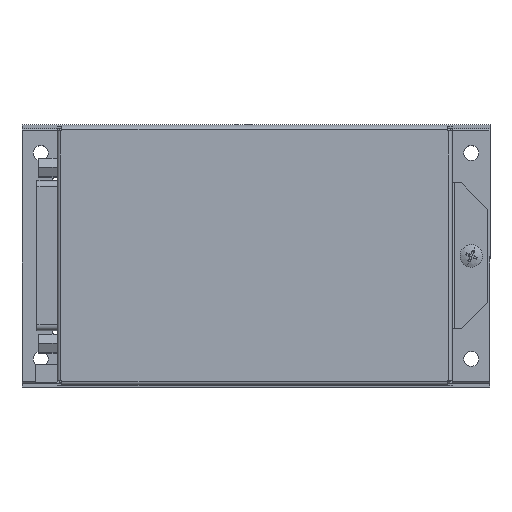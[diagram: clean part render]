
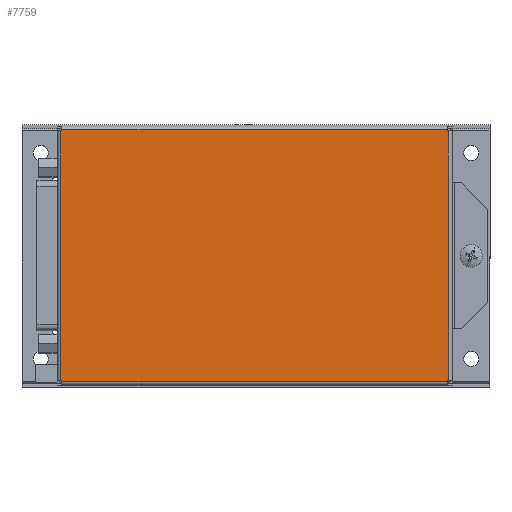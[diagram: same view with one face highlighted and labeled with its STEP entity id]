
A CAD part, top view. The second image highlights one B-rep face of the part: STEP entity #7759.
In plain terms, the highlighted planar face has unit normal (0, 0, 1).
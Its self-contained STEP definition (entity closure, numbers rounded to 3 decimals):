
#39 = VERTEX_POINT ( 'NONE', #5294 ) ;
#162 = VERTEX_POINT ( 'NONE', #13252 ) ;
#210 = VERTEX_POINT ( 'NONE', #13541 ) ;
#421 = VERTEX_POINT ( 'NONE', #12466 ) ;
#554 = VERTEX_POINT ( 'NONE', #12704 ) ;
#602 = VERTEX_POINT ( 'NONE', #13526 ) ;
#706 = VERTEX_POINT ( 'NONE', #12726 ) ;
#904 = VERTEX_POINT ( 'NONE', #13133 ) ;
#1031 = VERTEX_POINT ( 'NONE', #13473 ) ;
#1061 = VERTEX_POINT ( 'NONE', #12695 ) ;
#1068 = VERTEX_POINT ( 'NONE', #13029 ) ;
#1134 = VERTEX_POINT ( 'NONE', #13152 ) ;
#1911 = DIRECTION ( 'NONE',  ( 1., 0., 0. ) ) ;
#1916 = LINE ( 'NONE', #1945, #12178 ) ;
#1945 = CARTESIAN_POINT ( 'NONE',  ( -53.1, 33.35, 34. ) ) ;
#2017 = DIRECTION ( 'NONE',  ( 1., 0., 0. ) ) ;
#2029 = LINE ( 'NONE', #2031, #12417 ) ;
#2031 = CARTESIAN_POINT ( 'NONE',  ( -51.85, 33.6, 34. ) ) ;
#2122 = LINE ( 'NONE', #2126, #12135 ) ;
#2126 = CARTESIAN_POINT ( 'NONE',  ( -53.1, -33.35, 34. ) ) ;
#2142 = DIRECTION ( 'NONE',  ( -1., 0., 0. ) ) ;
#2954 = DIRECTION ( 'NONE',  ( -1., 0., 0. ) ) ;
#3009 = LINE ( 'NONE', #3068, #9444 ) ;
#3068 = CARTESIAN_POINT ( 'NONE',  ( -53.1, -33.35, 34. ) ) ;
#3453 = VECTOR ( 'NONE', #13101, 1000. ) ;
#3472 = VECTOR ( 'NONE', #12825, 1000. ) ;
#3532 = VECTOR ( 'NONE', #12935, 1000. ) ;
#5294 = CARTESIAN_POINT ( 'NONE',  ( -51.85, -33.35, 34. ) ) ;
#5877 = ORIENTED_EDGE ( 'NONE', *, *, #7618, .F. ) ;
#5918 = ORIENTED_EDGE ( 'NONE', *, *, #7332, .F. ) ;
#5964 = ORIENTED_EDGE ( 'NONE', *, *, #6606, .T. ) ;
#6029 = ORIENTED_EDGE ( 'NONE', *, *, #6910, .F. ) ;
#6135 = EDGE_LOOP ( 'NONE', ( #6476, #6029, #5964, #5918, #6436, #6352, #6349, #5877, #6438, #6386, #6427, #6392 ) ) ;
#6349 = ORIENTED_EDGE ( 'NONE', *, *, #7702, .F. ) ;
#6352 = ORIENTED_EDGE ( 'NONE', *, *, #7585, .F. ) ;
#6386 = ORIENTED_EDGE ( 'NONE', *, *, #7551, .F. ) ;
#6392 = ORIENTED_EDGE ( 'NONE', *, *, #6690, .F. ) ;
#6427 = ORIENTED_EDGE ( 'NONE', *, *, #7701, .F. ) ;
#6436 = ORIENTED_EDGE ( 'NONE', *, *, #6595, .F. ) ;
#6438 = ORIENTED_EDGE ( 'NONE', *, *, #6601, .F. ) ;
#6476 = ORIENTED_EDGE ( 'NONE', *, *, #7322, .F. ) ;
#6595 = EDGE_CURVE ( 'NONE', #1068, #1134, #12489, .T. ) ;
#6601 = EDGE_CURVE ( 'NONE', #210, #1031, #12858, .T. ) ;
#6606 = EDGE_CURVE ( 'NONE', #39, #904, #13343, .T. ) ;
#6690 = EDGE_CURVE ( 'NONE', #602, #162, #9302, .T. ) ;
#6910 = EDGE_CURVE ( 'NONE', #39, #1061, #3009, .T. ) ;
#7322 = EDGE_CURVE ( 'NONE', #1061, #602, #9186, .T. ) ;
#7332 = EDGE_CURVE ( 'NONE', #1134, #904, #8799, .T. ) ;
#7551 = EDGE_CURVE ( 'NONE', #421, #210, #2029, .T. ) ;
#7585 = EDGE_CURVE ( 'NONE', #554, #1068, #2122, .T. ) ;
#7618 = EDGE_CURVE ( 'NONE', #1031, #706, #1916, .T. ) ;
#7701 = EDGE_CURVE ( 'NONE', #162, #421, #10974, .T. ) ;
#7702 = EDGE_CURVE ( 'NONE', #706, #554, #11065, .T. ) ;
#7759 = ADVANCED_FACE ( 'NONE', ( #11205 ), #11267, .F. ) ;
#8730 = DIRECTION ( 'NONE',  ( 0., 1., 0. ) ) ;
#8799 = LINE ( 'NONE', #9182, #9398 ) ;
#8956 = DIRECTION ( 'NONE',  ( -1., 0., 0. ) ) ;
#9051 = CARTESIAN_POINT ( 'NONE',  ( -52.1, -33.35, 34. ) ) ;
#9182 = CARTESIAN_POINT ( 'NONE',  ( 51.15, -33.6, 34. ) ) ;
#9186 = LINE ( 'NONE', #9051, #9381 ) ;
#9296 = DIRECTION ( 'NONE',  ( 1., 0., 0. ) ) ;
#9302 = LINE ( 'NONE', #9325, #11974 ) ;
#9325 = CARTESIAN_POINT ( 'NONE',  ( -53.1, 33.35, 34. ) ) ;
#9381 = VECTOR ( 'NONE', #8730, 1000. ) ;
#9398 = VECTOR ( 'NONE', #8956, 1000. ) ;
#9444 = VECTOR ( 'NONE', #2954, 1000. ) ;
#10974 = LINE ( 'NONE', #10978, #13607 ) ;
#10978 = CARTESIAN_POINT ( 'NONE',  ( -51.85, -34.6, 34. ) ) ;
#11053 = DIRECTION ( 'NONE',  ( 0., -1., 0. ) ) ;
#11062 = CARTESIAN_POINT ( 'NONE',  ( 51.4, 33.35, 34. ) ) ;
#11065 = LINE ( 'NONE', #11062, #13609 ) ;
#11070 = DIRECTION ( 'NONE',  ( 0., 1., 0. ) ) ;
#11205 = FACE_OUTER_BOUND ( 'NONE', #6135, .T. ) ;
#11236 = CARTESIAN_POINT ( 'NONE',  ( -53.1, -34.6, 34. ) ) ;
#11266 = DIRECTION ( 'NONE',  ( 0., -1., 0. ) ) ;
#11267 = PLANE ( 'NONE',  #13695 ) ;
#11297 = DIRECTION ( 'NONE',  ( 0., 0., -1. ) ) ;
#11974 = VECTOR ( 'NONE', #9296, 1000. ) ;
#12135 = VECTOR ( 'NONE', #2142, 1000. ) ;
#12178 = VECTOR ( 'NONE', #1911, 1000. ) ;
#12417 = VECTOR ( 'NONE', #2017, 1000. ) ;
#12452 = CARTESIAN_POINT ( 'NONE',  ( 51.15, -34.6, 34. ) ) ;
#12466 = CARTESIAN_POINT ( 'NONE',  ( -51.85, 33.6, 34. ) ) ;
#12489 = LINE ( 'NONE', #12452, #3532 ) ;
#12667 = CARTESIAN_POINT ( 'NONE',  ( 51.15, -34.6, 34. ) ) ;
#12695 = CARTESIAN_POINT ( 'NONE',  ( -52.1, -33.35, 34. ) ) ;
#12704 = CARTESIAN_POINT ( 'NONE',  ( 51.4, -33.35, 34. ) ) ;
#12726 = CARTESIAN_POINT ( 'NONE',  ( 51.4, 33.35, 34. ) ) ;
#12825 = DIRECTION ( 'NONE',  ( 0., -1., 0. ) ) ;
#12854 = CARTESIAN_POINT ( 'NONE',  ( -51.85, 34.1, 34. ) ) ;
#12858 = LINE ( 'NONE', #12667, #3472 ) ;
#12935 = DIRECTION ( 'NONE',  ( 0., -1., 0. ) ) ;
#13029 = CARTESIAN_POINT ( 'NONE',  ( 51.15, -33.35, 34. ) ) ;
#13101 = DIRECTION ( 'NONE',  ( 0., -1., 0. ) ) ;
#13133 = CARTESIAN_POINT ( 'NONE',  ( -51.85, -33.6, 34. ) ) ;
#13152 = CARTESIAN_POINT ( 'NONE',  ( 51.15, -33.6, 34. ) ) ;
#13252 = CARTESIAN_POINT ( 'NONE',  ( -51.85, 33.35, 34. ) ) ;
#13343 = LINE ( 'NONE', #12854, #3453 ) ;
#13473 = CARTESIAN_POINT ( 'NONE',  ( 51.15, 33.35, 34. ) ) ;
#13526 = CARTESIAN_POINT ( 'NONE',  ( -52.1, 33.35, 34. ) ) ;
#13541 = CARTESIAN_POINT ( 'NONE',  ( 51.15, 33.6, 34. ) ) ;
#13607 = VECTOR ( 'NONE', #11070, 1000. ) ;
#13609 = VECTOR ( 'NONE', #11053, 1000. ) ;
#13695 = AXIS2_PLACEMENT_3D ( 'NONE', #11236, #11297, #11266 ) ;
